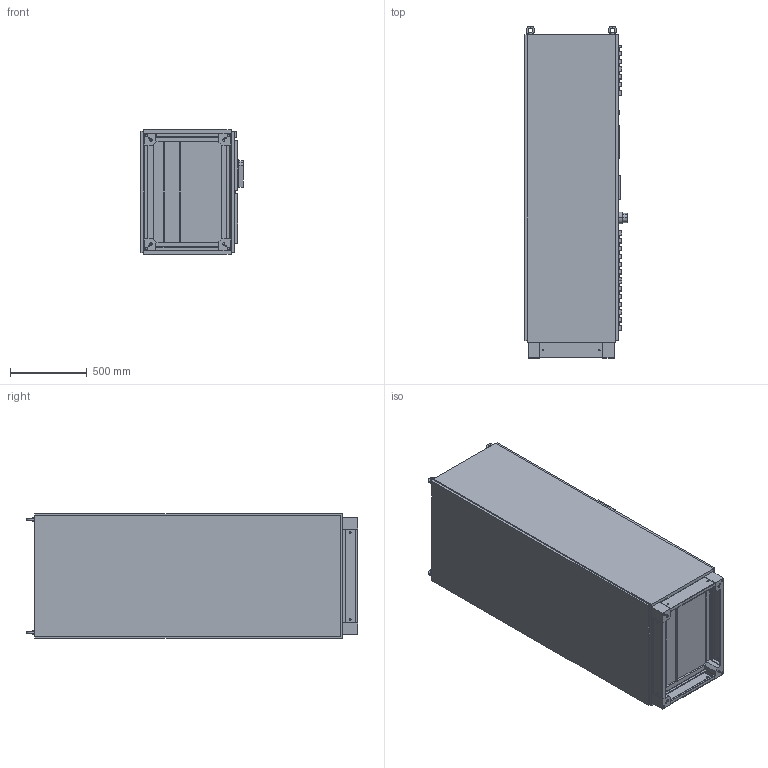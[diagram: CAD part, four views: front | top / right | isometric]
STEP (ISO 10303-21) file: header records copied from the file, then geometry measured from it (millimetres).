
FILE_DESCRIPTION((''),'2;1');
FILE_NAME('AAF05_OUT','2025-07-29T09:53:09',('U388355'),('Danfoss Drives'),'CREO PARAMETRIC BY PTC INC, 2024133','CREO PARAMETRIC BY PTC INC, 2024133','');
FILE_SCHEMA(('CONFIG_CONTROL_DESIGN','GEOMETRIC_VALIDATION_PROPERTIES_MIM'));
Length unit declared in the file: millimetre
Products named in the file (1): AAF05_OUT
Bounding box: 667 x 2158.1 x 808 mm (x, y, z)
Volume: 991731108.3 mm3; surface area: 8031381.3 mm2
Topology: 2 solids, 2 shells, 453 faces, 1229 edges, 812 vertices
Faces by surface type: plane 375, cylinder 74, extrusion 4
Entity records: 15646 total; most frequent: CARTESIAN_POINT 2688, ORIENTED_EDGE 2454, DIRECTION 2255, COLOUR_RGB 1326, EDGE_CURVE 1227, VECTOR 1057, LINE 1053, VERTEX_POINT 810
